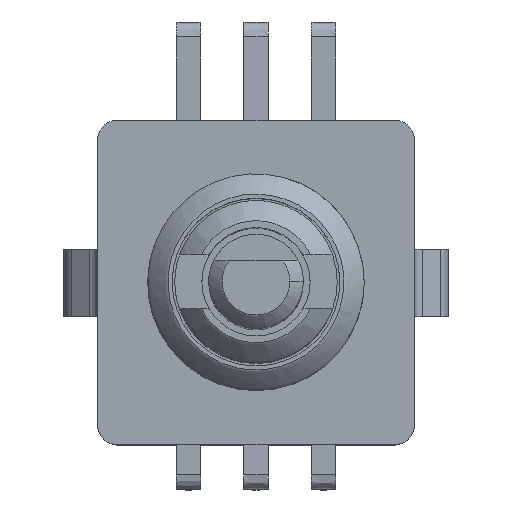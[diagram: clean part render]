
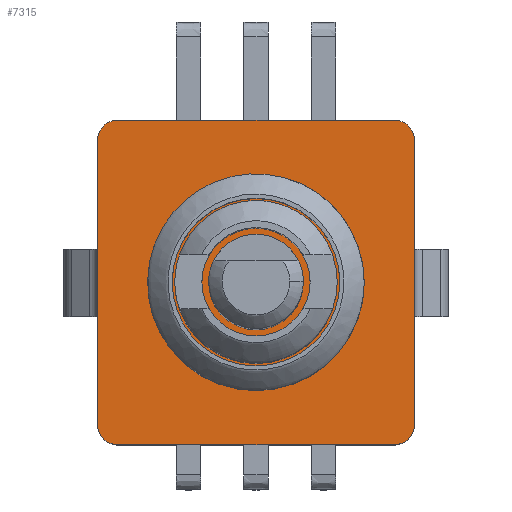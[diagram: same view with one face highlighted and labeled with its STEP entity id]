
A CAD part, top view. The second image highlights one B-rep face of the part: STEP entity #7315.
In plain terms, the highlighted planar face has unit normal (0, 0, 1).
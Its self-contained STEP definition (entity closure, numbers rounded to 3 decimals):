
#6605 = VERTEX_POINT('',#6606);
#6606 = CARTESIAN_POINT('',(-5.85,-5.25,8.5));
#6612 = EDGE_CURVE('',#6613,#6605,#6615,.T.);
#6613 = VERTEX_POINT('',#6614);
#6614 = CARTESIAN_POINT('',(-5.85,5.25,8.5));
#6615 = LINE('',#6616,#6617);
#6616 = CARTESIAN_POINT('',(-5.85,5.25,8.5));
#6617 = VECTOR('',#6618,1.);
#6618 = DIRECTION('',(0.,-1.,0.));
#7015 = EDGE_CURVE('',#7016,#7018,#7020,.T.);
#7016 = VERTEX_POINT('',#7017);
#7017 = CARTESIAN_POINT('',(5.85,5.25,8.5));
#7018 = VERTEX_POINT('',#7019);
#7019 = CARTESIAN_POINT('',(5.1,6.,8.5));
#7020 = CIRCLE('',#7021,0.75);
#7021 = AXIS2_PLACEMENT_3D('',#7022,#7023,#7024);
#7022 = CARTESIAN_POINT('',(5.1,5.25,8.5));
#7023 = DIRECTION('',(0.,0.,1.));
#7024 = DIRECTION('',(1.,0.,-0.));
#7047 = EDGE_CURVE('',#7018,#7048,#7050,.T.);
#7048 = VERTEX_POINT('',#7049);
#7049 = CARTESIAN_POINT('',(-5.1,6.,8.5));
#7050 = LINE('',#7051,#7052);
#7051 = CARTESIAN_POINT('',(5.1,6.,8.5));
#7052 = VECTOR('',#7053,1.);
#7053 = DIRECTION('',(-1.,0.,0.));
#7071 = EDGE_CURVE('',#7048,#6613,#7072,.T.);
#7072 = CIRCLE('',#7073,0.75);
#7073 = AXIS2_PLACEMENT_3D('',#7074,#7075,#7076);
#7074 = CARTESIAN_POINT('',(-5.1,5.25,8.5));
#7075 = DIRECTION('',(0.,0.,1.));
#7076 = DIRECTION('',(0.,1.,0.));
#7089 = EDGE_CURVE('',#6605,#7090,#7092,.T.);
#7090 = VERTEX_POINT('',#7091);
#7091 = CARTESIAN_POINT('',(-5.1,-6.,8.5));
#7092 = CIRCLE('',#7093,0.75);
#7093 = AXIS2_PLACEMENT_3D('',#7094,#7095,#7096);
#7094 = CARTESIAN_POINT('',(-5.1,-5.25,8.5));
#7095 = DIRECTION('',(0.,0.,1.));
#7096 = DIRECTION('',(-1.,0.,0.));
#7114 = EDGE_CURVE('',#7090,#7115,#7117,.T.);
#7115 = VERTEX_POINT('',#7116);
#7116 = CARTESIAN_POINT('',(5.1,-6.,8.5));
#7117 = LINE('',#7118,#7119);
#7118 = CARTESIAN_POINT('',(-5.1,-6.,8.5));
#7119 = VECTOR('',#7120,1.);
#7120 = DIRECTION('',(1.,0.,0.));
#7138 = EDGE_CURVE('',#7115,#7139,#7141,.T.);
#7139 = VERTEX_POINT('',#7140);
#7140 = CARTESIAN_POINT('',(5.85,-5.25,8.5));
#7141 = CIRCLE('',#7142,0.75);
#7142 = AXIS2_PLACEMENT_3D('',#7143,#7144,#7145);
#7143 = CARTESIAN_POINT('',(5.1,-5.25,8.5));
#7144 = DIRECTION('',(0.,0.,1.));
#7145 = DIRECTION('',(0.,-1.,0.));
#7315 = ADVANCED_FACE('',(#7316),#7331,.T.);
#7316 = FACE_BOUND('',#7317,.T.);
#7317 = EDGE_LOOP('',(#7318,#7319,#7320,#7321,#7322,#7328,#7329,#7330));
#7318 = ORIENTED_EDGE('',*,*,#6612,.T.);
#7319 = ORIENTED_EDGE('',*,*,#7089,.T.);
#7320 = ORIENTED_EDGE('',*,*,#7114,.T.);
#7321 = ORIENTED_EDGE('',*,*,#7138,.T.);
#7322 = ORIENTED_EDGE('',*,*,#7323,.F.);
#7323 = EDGE_CURVE('',#7016,#7139,#7324,.T.);
#7324 = LINE('',#7325,#7326);
#7325 = CARTESIAN_POINT('',(5.85,0.,8.5));
#7326 = VECTOR('',#7327,1.);
#7327 = DIRECTION('',(0.,-1.,0.));
#7328 = ORIENTED_EDGE('',*,*,#7015,.T.);
#7329 = ORIENTED_EDGE('',*,*,#7047,.T.);
#7330 = ORIENTED_EDGE('',*,*,#7071,.T.);
#7331 = PLANE('',#7332);
#7332 = AXIS2_PLACEMENT_3D('',#7333,#7334,#7335);
#7333 = CARTESIAN_POINT('',(-0.4,0.,8.5));
#7334 = DIRECTION('',(0.,0.,1.));
#7335 = DIRECTION('',(-1.,0.,0.));
